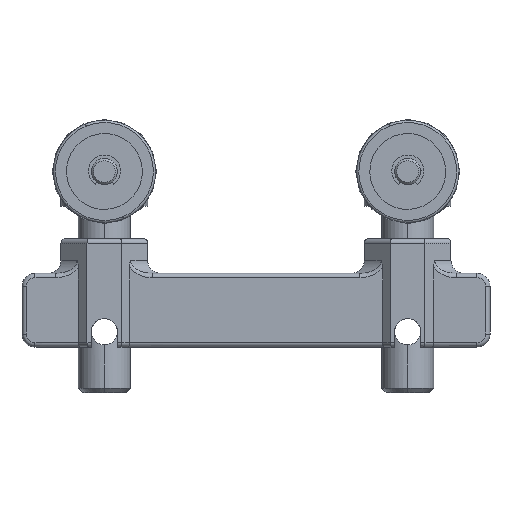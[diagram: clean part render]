
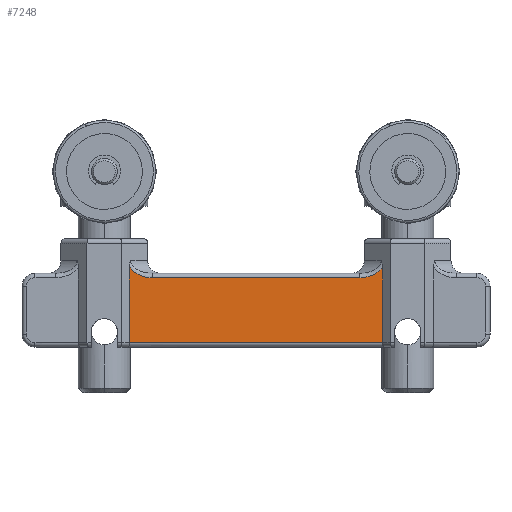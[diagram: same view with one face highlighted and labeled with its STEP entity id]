
A CAD part, front view. The second image highlights one B-rep face of the part: STEP entity #7248.
In plain terms, the highlighted planar face has unit normal (0, -1, 0).
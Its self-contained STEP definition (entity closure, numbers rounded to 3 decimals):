
#179=PLANE('',#7878);
#1077=FACE_OUTER_BOUND('',#1561,.T.);
#1561=EDGE_LOOP('',(#5599,#5600,#5601,#5602,#5603,#5604));
#1902=ELLIPSE('',#7857,5.657,4.);
#1904=ELLIPSE('',#7861,5.657,4.);
#2099=LINE('',#12712,#2648);
#2117=LINE('',#12824,#2666);
#2145=LINE('',#12892,#2694);
#2146=LINE('',#12893,#2695);
#2648=VECTOR('',#9155,10.);
#2666=VECTOR('',#9193,10.);
#2694=VECTOR('',#9237,10.);
#2695=VECTOR('',#9238,10.);
#3343=VERTEX_POINT('',#12692);
#3344=VERTEX_POINT('',#12694);
#3347=VERTEX_POINT('',#12710);
#3349=VERTEX_POINT('',#12745);
#3364=VERTEX_POINT('',#12817);
#3367=VERTEX_POINT('',#12822);
#4132=EDGE_CURVE('',#3343,#3344,#1902,.T.);
#4136=EDGE_CURVE('',#3347,#3343,#2099,.T.);
#4139=EDGE_CURVE('',#3349,#3347,#1904,.T.);
#4161=EDGE_CURVE('',#3367,#3364,#2117,.T.);
#4195=EDGE_CURVE('',#3364,#3349,#2145,.T.);
#4196=EDGE_CURVE('',#3344,#3367,#2146,.T.);
#5599=ORIENTED_EDGE('',*,*,#4139,.F.);
#5600=ORIENTED_EDGE('',*,*,#4195,.F.);
#5601=ORIENTED_EDGE('',*,*,#4161,.F.);
#5602=ORIENTED_EDGE('',*,*,#4196,.F.);
#5603=ORIENTED_EDGE('',*,*,#4132,.F.);
#5604=ORIENTED_EDGE('',*,*,#4136,.F.);
#7248=ADVANCED_FACE('',(#1077),#179,.T.);
#7857=AXIS2_PLACEMENT_3D('',#12695,#9147,#9148);
#7861=AXIS2_PLACEMENT_3D('',#12780,#9157,#9158);
#7878=AXIS2_PLACEMENT_3D('',#12891,#9235,#9236);
#9147=DIRECTION('center_axis',(0.,-1.,0.));
#9148=DIRECTION('ref_axis',(1.,0.,0.));
#9155=DIRECTION('',(1.,0.,0.));
#9157=DIRECTION('center_axis',(0.,-1.,0.));
#9158=DIRECTION('ref_axis',(-1.,0.,0.));
#9193=DIRECTION('',(-1.,0.,0.));
#9235=DIRECTION('center_axis',(0.,-1.,0.));
#9236=DIRECTION('ref_axis',(1.,0.,0.));
#9237=DIRECTION('',(0.,0.,1.));
#9238=DIRECTION('',(0.,0.,-1.));
#12692=CARTESIAN_POINT('',(-1168.679,37.07,375.554));
#12694=CARTESIAN_POINT('',(-1163.436,37.07,378.051));
#12695=CARTESIAN_POINT('Origin',(-1168.679,37.07,379.554));
#12710=CARTESIAN_POINT('',(-1216.594,37.07,375.554));
#12712=CARTESIAN_POINT('',(-1167.636,37.07,375.554));
#12745=CARTESIAN_POINT('',(-1221.836,37.07,378.051));
#12780=CARTESIAN_POINT('Origin',(-1216.594,37.07,379.554));
#12817=CARTESIAN_POINT('',(-1221.836,37.07,360.554));
#12822=CARTESIAN_POINT('',(-1163.436,37.07,360.554));
#12824=CARTESIAN_POINT('',(-1153.136,37.07,360.554));
#12891=CARTESIAN_POINT('Origin',(-1167.636,37.07,359.554));
#12892=CARTESIAN_POINT('',(-1221.836,37.07,368.054));
#12893=CARTESIAN_POINT('',(-1163.436,37.07,372.054));
